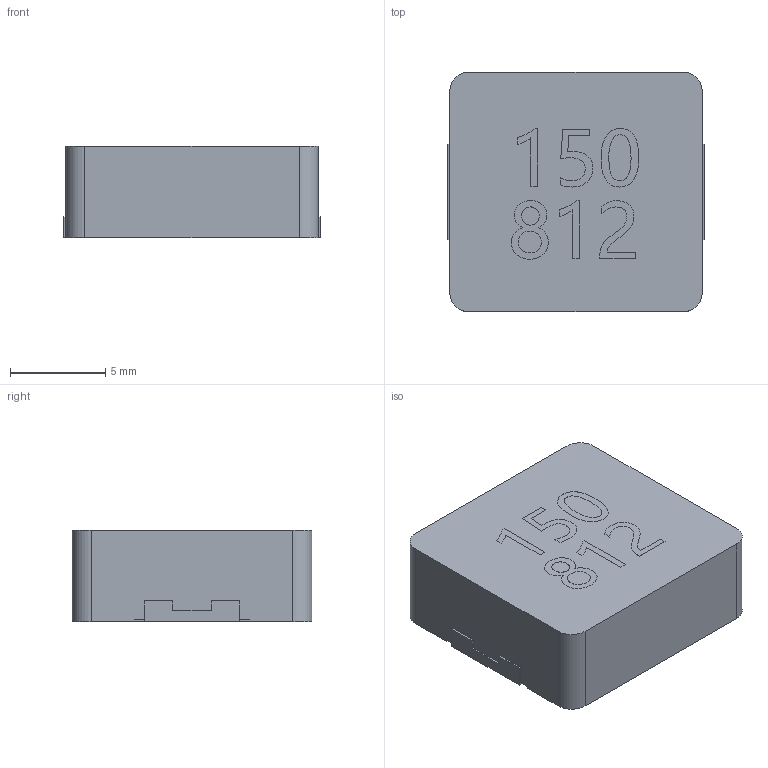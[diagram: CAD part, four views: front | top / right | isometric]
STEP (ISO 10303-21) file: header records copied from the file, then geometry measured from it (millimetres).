
FILE_DESCRIPTION(('FreeCAD Model'),'2;1');
FILE_NAME('Open CASCADE Shape Model','2025-04-23T14:36:55',('Author'),( ''),'Open CASCADE STEP processor 7.8','FreeCAD','Unknown');
FILE_SCHEMA(('AUTOMOTIVE_DESIGN { 1 0 10303 214 1 1 1 1 }'));
Length unit declared in the file: millimetre
Products named in the file (5): L1~IND-SMD_L13.45-W12.6~IND-SMD_L13.45-W12.6-H4.8~Hg8B; IND-SMD_L13.45-W12.6~IND-SMD_L13.45-W12.6-H4.8~Hg8B003; IND-SMD_L13.45-W12.6~IND-SMD_L13.45-W12.6-H4.8~Hg8B; IND-SMD_L13.45-W12.6~IND-SMD_L13.45-W12.6-H4.8~Hg8B001; IND-SMD_L13.45-W12.6~IND-SMD_L13.45-W12.6-H4.8~Hg8B002
Assembly tree (4 placements, depth 3):
  L1~IND-SMD_L13.45-W12.6~IND-SMD_L13.45-W12.6-H4.8~Hg8B
    IND-SMD_L13.45-W12.6~IND-SMD_L13.45-W12.6-H4.8~Hg8B003
      IND-SMD_L13.45-W12.6~IND-SMD_L13.45-W12.6-H4.8~Hg8B
      IND-SMD_L13.45-W12.6~IND-SMD_L13.45-W12.6-H4.8~Hg8B001
      IND-SMD_L13.45-W12.6~IND-SMD_L13.45-W12.6-H4.8~Hg8B002
Bounding box: 13.45 x 12.6 x 4.81 mm (x, y, z)
Volume: 797.3 mm3; surface area: 632.8 mm2
Topology: 3 solids, 3 shells, 399 faces, 1074 edges, 716 vertices
Faces by surface type: plane 240, bspline 155, cylinder 4
Entity records: 18537 total; most frequent: CARTESIAN_POINT 7053, ORIENTED_EDGE 2148, DIRECTION 1266, EDGE_CURVE 1074, LINE 752, VECTOR 752, VERTEX_POINT 716, FACE_BOUND 434
